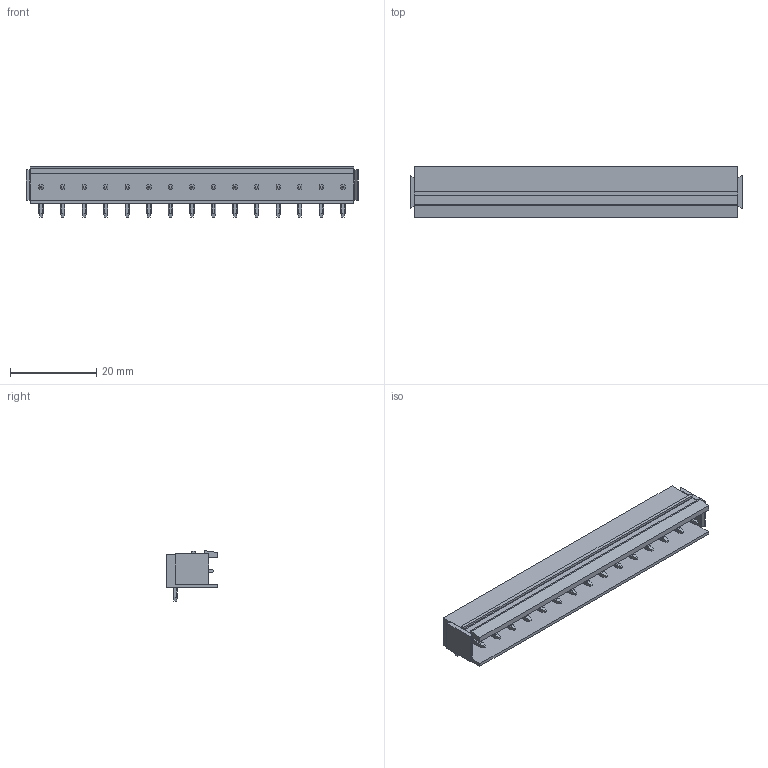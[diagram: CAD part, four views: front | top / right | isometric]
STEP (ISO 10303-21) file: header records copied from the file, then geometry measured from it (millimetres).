
FILE_DESCRIPTION(('CATIA V5 STEP Exchange','CAx-IF Rec.Pracs.--- Model Styling and Organization---1.2---2011-12-15'),'2;1');
FILE_NAME ('D1452926_0_1580990000_1580990000.stp','2018-10-13T04:35:30+00:00',('none'),('Weidmueller'),'CATIA Version 5-6 Release 2014','CATIA V5 STEP AP214','none');
FILE_SCHEMA(('AUTOMOTIVE_DESIGN { 1 0 10303 214 1 1 1 1 }'));
Length unit declared in the file: millimetre
Products named in the file (1): 1580990000
Bounding box: 77 x 12 x 11.7 mm (x, y, z)
Volume: 3460.2 mm3; surface area: 5832.6 mm2
Topology: 16 solids, 16 shells, 617 faces, 1623 edges, 1038 vertices
Faces by surface type: plane 375, cylinder 242
Entity records: 17060 total; most frequent: CARTESIAN_POINT 4082, ORIENTED_EDGE 3246, DIRECTION 1633, EDGE_CURVE 1617, VERTEX_POINT 1030, VECTOR 1013, LINE 1013, EDGE_LOOP 647
